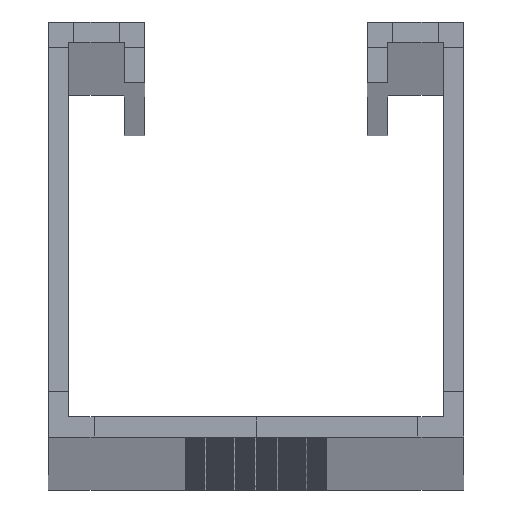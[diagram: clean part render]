
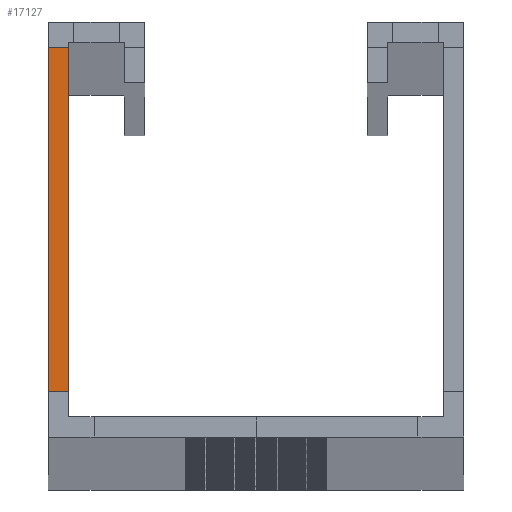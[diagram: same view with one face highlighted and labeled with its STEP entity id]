
A CAD part, top view. The second image highlights one B-rep face of the part: STEP entity #17127.
In plain terms, the highlighted planar face has unit normal (0, 0, 1).
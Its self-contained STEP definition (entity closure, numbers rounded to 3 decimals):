
#2404 = VECTOR ( 'NONE', #3912, 1000. ) ;
#3049 = EDGE_CURVE ( 'NONE', #16828, #3800, #20041, .T. ) ;
#3800 = VERTEX_POINT ( 'NONE', #14334 ) ;
#3912 = DIRECTION ( 'NONE',  ( 1., 0., 0. ) ) ;
#4259 = ORIENTED_EDGE ( 'NONE', *, *, #5919, .T. ) ;
#5068 = DIRECTION ( 'NONE',  ( 1., 0., 0. ) ) ;
#5919 = EDGE_CURVE ( 'NONE', #26532, #22854, #20494, .T. ) ;
#6419 = EDGE_LOOP ( 'NONE', ( #4259, #9176, #20034, #26118 ) ) ;
#9176 = ORIENTED_EDGE ( 'NONE', *, *, #30055, .T. ) ;
#10755 = DIRECTION ( 'NONE',  ( 0., -1., 0. ) ) ;
#12614 = CARTESIAN_POINT ( 'NONE',  ( -18.5, 38.5, 3000. ) ) ;
#12723 = LINE ( 'NONE', #30652, #2404 ) ;
#13852 = CARTESIAN_POINT ( 'NONE',  ( -18.5, 38.5, 3000. ) ) ;
#14063 = CARTESIAN_POINT ( 'NONE',  ( -20.5, 38.5, 3000. ) ) ;
#14334 = CARTESIAN_POINT ( 'NONE',  ( -18.5, 4.5, 3000. ) ) ;
#16828 = VERTEX_POINT ( 'NONE', #12614 ) ;
#17127 = ADVANCED_FACE ( 'NONE', ( #32632 ), #17671, .T. ) ;
#17671 = PLANE ( 'NONE',  #27884 ) ;
#18654 = LINE ( 'NONE', #13852, #30154 ) ;
#20034 = ORIENTED_EDGE ( 'NONE', *, *, #3049, .F. ) ;
#20041 = LINE ( 'NONE', #25690, #22001 ) ;
#20356 = EDGE_CURVE ( 'NONE', #16828, #26532, #18654, .T. ) ;
#20494 = LINE ( 'NONE', #27971, #30115 ) ;
#20858 = CARTESIAN_POINT ( 'NONE',  ( -20.5, 4.5, 3000. ) ) ;
#22001 = VECTOR ( 'NONE', #10755, 1000. ) ;
#22854 = VERTEX_POINT ( 'NONE', #20858 ) ;
#25467 = DIRECTION ( 'NONE',  ( 0., -1., 0. ) ) ;
#25690 = CARTESIAN_POINT ( 'NONE',  ( -18.5, 4.5, 3000. ) ) ;
#26118 = ORIENTED_EDGE ( 'NONE', *, *, #20356, .T. ) ;
#26135 = DIRECTION ( 'NONE',  ( -1., 0., 0. ) ) ;
#26532 = VERTEX_POINT ( 'NONE', #14063 ) ;
#27821 = DIRECTION ( 'NONE',  ( 0., 0., 1. ) ) ;
#27884 = AXIS2_PLACEMENT_3D ( 'NONE', #30145, #27821, #5068 ) ;
#27971 = CARTESIAN_POINT ( 'NONE',  ( -20.5, 4.5, 3000. ) ) ;
#30055 = EDGE_CURVE ( 'NONE', #22854, #3800, #12723, .T. ) ;
#30115 = VECTOR ( 'NONE', #25467, 1000. ) ;
#30145 = CARTESIAN_POINT ( 'NONE',  ( -16., 2., 3000. ) ) ;
#30154 = VECTOR ( 'NONE', #26135, 1000. ) ;
#30652 = CARTESIAN_POINT ( 'NONE',  ( -20.5, 4.5, 3000. ) ) ;
#32632 = FACE_OUTER_BOUND ( 'NONE', #6419, .T. ) ;
